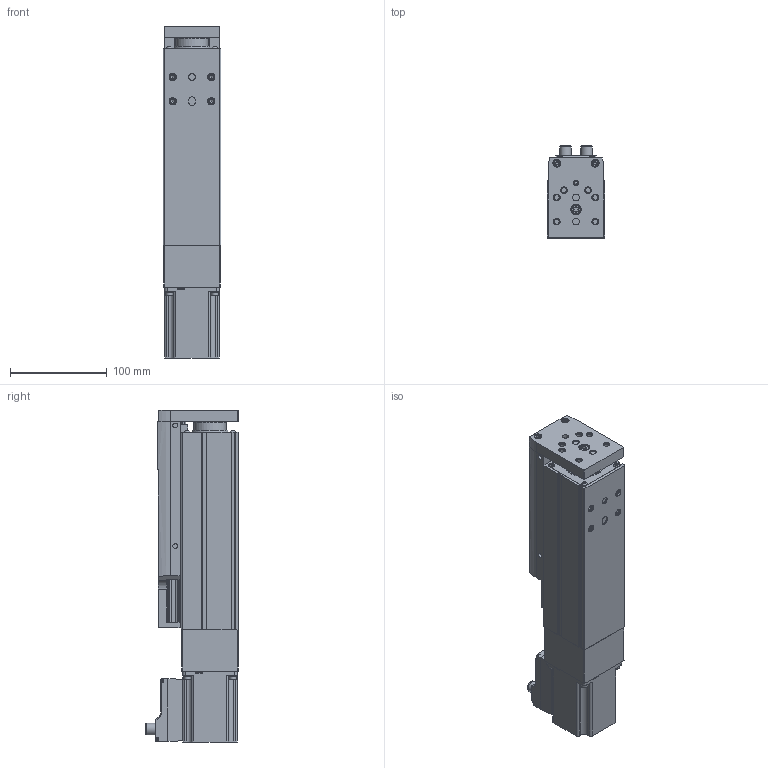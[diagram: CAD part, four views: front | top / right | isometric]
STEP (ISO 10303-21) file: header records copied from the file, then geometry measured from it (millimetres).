
FILE_DESCRIPTION(/* description */ ('STEP AP214'),/* implementation_level */ '2;1');
FILE_NAME(/* name */ '8083719_EGSS-BS-KF-60-125-12P-ST-M-H1-PLK-AA',/* time_stamp */ '2024-08-27T14:45:53+02:00',/* author */ ('License CC BY-ND 4.0'),/* organization */ ('CADENAS'),/* preprocessor_version */ 'ST-DEVELOPER v19.3',/* originating_system */ 'PARTsolutions',/* authorisation */ ' ');
FILE_SCHEMA (('AUTOMOTIVE_DESIGN {1 0 10303 214 3 1 1}'));
Length unit declared in the file: millimetre
Products named in the file (14): 8083719 EGSS-BS-KF-60-125-12P-ST-M-H1-PLK-AA---(0 high); 4795952 EGSC-BS-KF-60---(125_P); 340117 G1/4-AEVU; 8048367 EGSC-BS-KF-60---(S_125); 4327034 EAMM-A-T42-57A---(P); ISO-4762 M4x16; ISO-4762 M4x40; 8160586 EAMC-30-GB16-D6.35x10; 4953967 EAMC-30-GS16; ISO-4762 M4x12; 8141994 EAMC-30-GB16-D10x10-A; ISO 14580 M5x12; DIN-912 - M4x12(F); 8084400 EMCS-57---(high)
Assembly tree (19 placements, depth 2):
  8083719 EGSS-BS-KF-60-125-12P-ST-M-H1-PLK-AA---(0 high)
    4795952 EGSC-BS-KF-60---(125_P)
    340117 G1/4-AEVU
    8048367 EGSC-BS-KF-60---(S_125)
    4327034 EAMM-A-T42-57A---(P)
    ISO-4762 M4x16  x4
    ISO-4762 M4x40  x4
    8160586 EAMC-30-GB16-D6.35x10
    4953967 EAMC-30-GS16
    ISO-4762 M4x12
    8141994 EAMC-30-GB16-D10x10-A
    ISO 14580 M5x12
    DIN-912 - M4x12(F)
    8084400 EMCS-57---(high)
Bounding box: 60 x 97.3 x 343.9 mm (x, y, z)
Volume: 1385177.7 mm3; surface area: 254176.7 mm2
Topology: 19 solids, 19 shells, 1444 faces, 3629 edges, 2342 vertices
Faces by surface type: plane 659, cylinder 539, cone 209, torus 32, sphere 5
Full cylindrical faces by diameter (mm): 0.8 x8, 1.5 x4, 2.459 x6, 3 x4, 3.242 x11, 4 x10, 4.134 x11, 4.4 x4, 4.5 x5, 4.51 x1, 5 x9, 5.5 x14, 5.7 x4, 6 x1, 6.35 x1, 7 x27, 7.4 x1, 8 x6, 8.2 x1, 8.5 x2, 9 x1, 9.02 x2, 10 x8, 10.5 x1, 10.7 x2, 11 x1, 11.445 x1, 12 x2, 13.157 x1, 14 x1
Entity records: 42805 total; most frequent: CARTESIAN_POINT 6905, DIRECTION 6564, ORIENTED_EDGE 5804, EDGE_CURVE 2902, AXIS2_PLACEMENT_3D 2523, VERTEX_POINT 2065, FACE_BOUND 1757, EDGE_LOOP 1733
